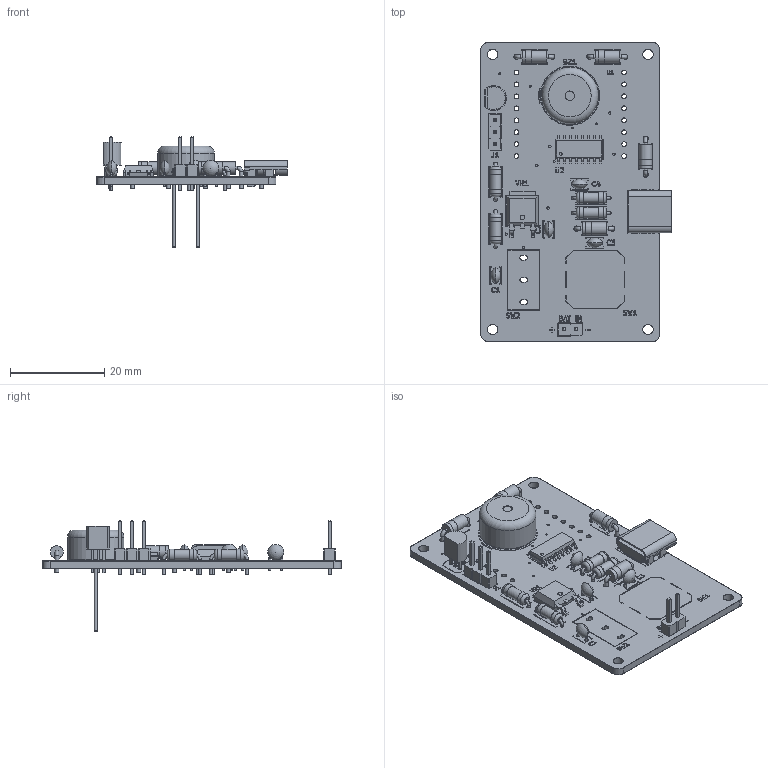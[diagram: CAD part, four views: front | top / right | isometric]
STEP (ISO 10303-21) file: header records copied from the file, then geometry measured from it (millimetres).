
FILE_DESCRIPTION(('KiCad electronic assembly'),'2;1');
FILE_NAME('sstv-backpack.step','2025-11-18T20:32:07',('Pcbnew'),('Kicad' ),'Open CASCADE STEP processor 7.9','KiCad to STEP converter', 'Unknown');
FILE_SCHEMA(('AUTOMOTIVE_DESIGN { 1 0 10303 214 1 1 1 1 }'));
Length unit declared in the file: millimetre
Products named in the file (17): sstv-backpack 1; TO-252-2; sstv-backpack 1.1.1; Buzzer_TDK_PS1240P02BT_D12.2mm_H6.5mm; R_Axial_DIN0207_L6.3mm_D2.5mm_P7.62mm_Horizontal; D_DO-41_SOD81_P7.62mm_Horizontal; C_Disc_D3.4mm_W2.1mm_P2.50mm; PinHeader_1x02_P2.54mm_Vertical; SOIC-16_3.9x9.9mm_P1.27mm; PinHeader_1x03_P2.54mm_Vertical; USB_C_Receptacle_GCT_USB4085; TO-92_Inline; sstv-backpack-v1.1.1_silkscreen; sstv-backpack-v1.1.1_soldermask; sstv-backpack-v1.1.1_PCB
Assembly tree (25 placements, depth 3):
  sstv-backpack 1
    TO-252-2
      sstv-backpack 1.1.1
    Buzzer_TDK_PS1240P02BT_D12.2mm_H6.5mm
    R_Axial_DIN0207_L6.3mm_D2.5mm_P7.62mm_Horizontal  x4
    D_DO-41_SOD81_P7.62mm_Horizontal  x4
    C_Disc_D3.4mm_W2.1mm_P2.50mm  x4
    PinHeader_1x02_P2.54mm_Vertical
    SOIC-16_3.9x9.9mm_P1.27mm
    PinHeader_1x03_P2.54mm_Vertical
    USB_C_Receptacle_GCT_USB4085
    TO-92_Inline
    sstv-backpack-v1.1.1_silkscreen
    sstv-backpack-v1.1.1_silkscreen
    sstv-backpack-v1.1.1_soldermask
    sstv-backpack-v1.1.1_soldermask
    sstv-backpack-v1.1.1_PCB
Bounding box: 40.53 x 63.5 x 23.54 mm (x, y, z)
Volume: 5091.1 mm3; surface area: 12853.2 mm2
Topology: 57 solids, 263 shells, 1530 faces, 6973 edges, 5805 vertices
Faces by surface type: plane 1149, cylinder 305, torus 32, revolution 16, bspline 16, sphere 8, cone 4
Full cylindrical faces by diameter (mm): 0.4 x22, 0.5 x8, 0.508 x9, 0.6 x8, 0.65 x2, 0.7 x2, 0.75 x3, 0.8 x32, 1 x8, 1.016 x16, 1.1 x8, 2 x1, 2.2 x4, 2.25 x4, 2.5 x8, 2.7 x8, 2.72 x4, 12 x1
Entity records: 79658 total; most frequent: CARTESIAN_POINT 14770, DIRECTION 11133, ORIENTED_EDGE 9708, EDGE_CURVE 6722, VERTEX_POINT 5652, LINE 5051, VECTOR 5051, AXIS2_PLACEMENT_3D 3039
